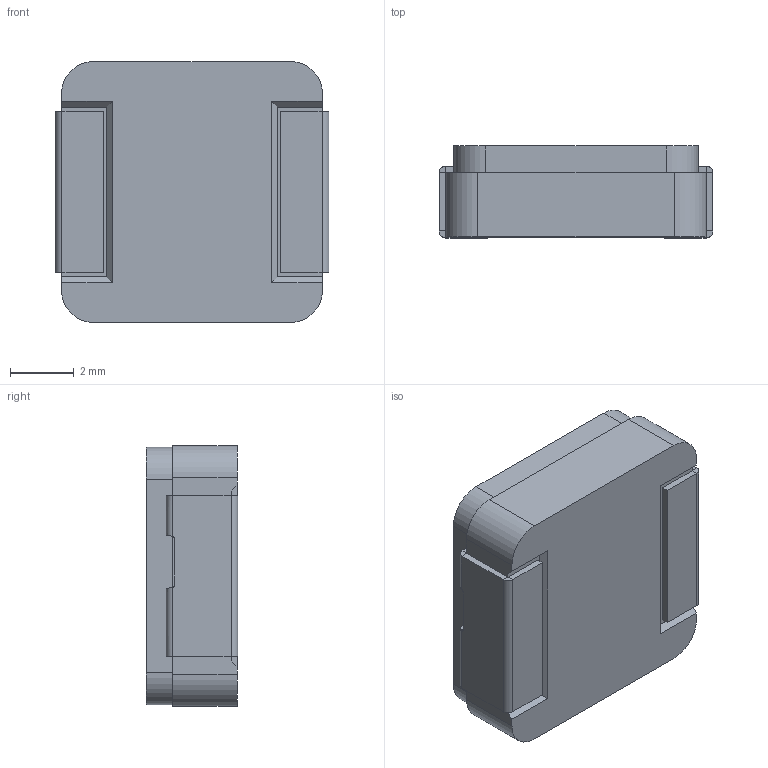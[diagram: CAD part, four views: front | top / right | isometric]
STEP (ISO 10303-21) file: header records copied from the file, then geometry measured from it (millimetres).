
FILE_DESCRIPTION (( 'STEP AP214' ), '1' );
FILE_NAME ('IHLP3232CZ.STEP', '2019-11-13T21:36:54', ( '' ), ( '' ), 'SwSTEP 2.0', 'SolidWorks 2019', '' );
FILE_SCHEMA (( 'AUTOMOTIVE_DESIGN' ));
Length unit declared in the file: inch
Products named in the file (1): IHLP3232CZ
Bounding box: 8.6 x 2.88 x 8.19 mm (x, y, z)
Volume: 189.7 mm3; surface area: 229.7 mm2
Topology: 1 solids, 1 shells, 88 faces, 226 edges, 140 vertices
Faces by surface type: plane 66, cylinder 18, bspline 4
Entity records: 3816 total; most frequent: CARTESIAN_POINT 517, ORIENTED_EDGE 452, DIRECTION 418, EDGE_CURVE 226, VECTOR 176, LINE 176, VERTEX_POINT 140, AXIS2_PLACEMENT_3D 121
